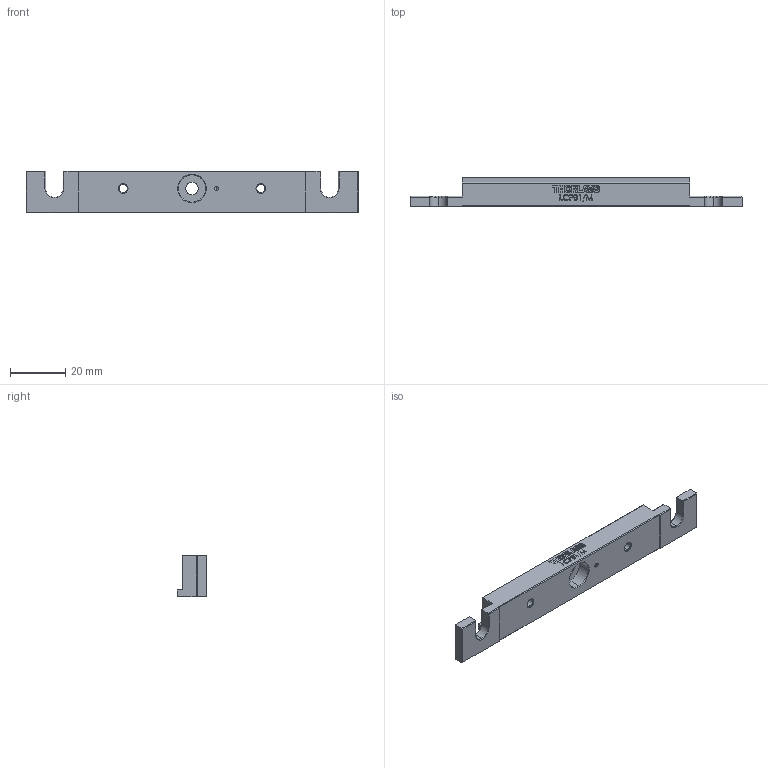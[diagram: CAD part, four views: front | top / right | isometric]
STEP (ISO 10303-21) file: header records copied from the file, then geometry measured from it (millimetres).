
FILE_DESCRIPTION (( 'STEP AP214' ), '1' );
FILE_NAME ('18028-E0W.STEP', '2015-10-13T14:48:49', ( 'admin' ), ( '' ), 'SwSTEP 2.0', 'SolidWorks 2014', '' );
FILE_SCHEMA (( 'AUTOMOTIVE_DESIGN' ));
Length unit declared in the file: millimetre
Products named in the file (1): 18028-E0W
Bounding box: 120.65 x 10.79 x 15.24 mm (x, y, z)
Volume: 12467.5 mm3; surface area: 6107.8 mm2
Topology: 1 solids, 1 shells, 319 faces, 833 edges, 541 vertices
Faces by surface type: plane 202, bspline 83, cone 20, cylinder 14
Entity records: 14844 total; most frequent: CARTESIAN_POINT 4003, ORIENTED_EDGE 1662, DIRECTION 1185, EDGE_CURVE 831, LINE 619, VECTOR 619, VERTEX_POINT 541, EDGE_LOOP 352
